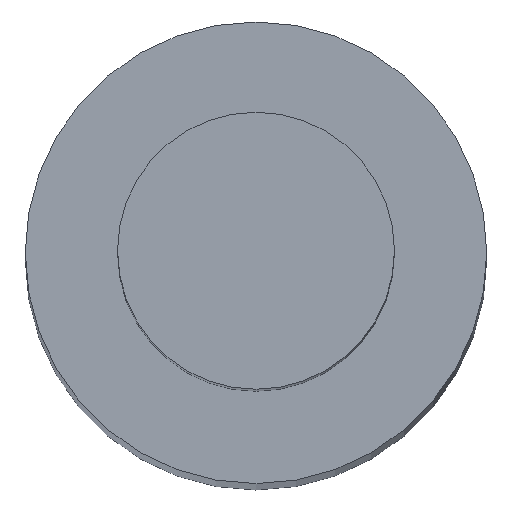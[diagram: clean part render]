
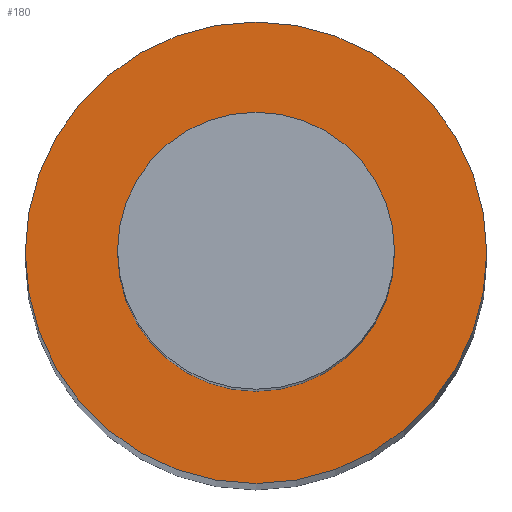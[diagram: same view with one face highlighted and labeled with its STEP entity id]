
A CAD part, top view. The second image highlights one B-rep face of the part: STEP entity #180.
In plain terms, the highlighted planar face has unit normal (0, 0, 1).
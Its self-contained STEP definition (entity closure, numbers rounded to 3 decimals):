
#1 = CIRCLE ( 'NONE', #57, 5. ) ;
#2 = AXIS2_PLACEMENT_3D ( 'NONE', #62, #147, #63 ) ;
#3 = DIRECTION ( 'NONE',  ( 1., 0., 0. ) ) ;
#9 = FACE_OUTER_BOUND ( 'NONE', #217, .T. ) ;
#12 = CIRCLE ( 'NONE', #2, 5. ) ;
#19 = EDGE_CURVE ( 'NONE', #159, #218, #77, .T. ) ;
#33 = EDGE_LOOP ( 'NONE', ( #89, #133 ) ) ;
#44 = EDGE_CURVE ( 'NONE', #104, #164, #1, .T. ) ;
#45 = DIRECTION ( 'NONE',  ( 0., 0., 1. ) ) ;
#46 = CARTESIAN_POINT ( 'NONE',  ( -6.103, 0.451, 80. ) ) ;
#53 = CARTESIAN_POINT ( 'NONE',  ( -1.103, 0.451, 80. ) ) ;
#57 = AXIS2_PLACEMENT_3D ( 'NONE', #53, #121, #3 ) ;
#62 = CARTESIAN_POINT ( 'NONE',  ( -1.103, 0.451, 80. ) ) ;
#63 = DIRECTION ( 'NONE',  ( 1., 0., 0. ) ) ;
#68 = CIRCLE ( 'NONE', #170, 3. ) ;
#77 = CIRCLE ( 'NONE', #100, 3. ) ;
#80 = PLANE ( 'NONE',  #81 ) ;
#81 = AXIS2_PLACEMENT_3D ( 'NONE', #146, #45, #212 ) ;
#89 = ORIENTED_EDGE ( 'NONE', *, *, #19, .F. ) ;
#99 = CARTESIAN_POINT ( 'NONE',  ( -4.103, 0.451, 80. ) ) ;
#100 = AXIS2_PLACEMENT_3D ( 'NONE', #190, #156, #120 ) ;
#101 = CARTESIAN_POINT ( 'NONE',  ( 3.897, 0.451, 80. ) ) ;
#104 = VERTEX_POINT ( 'NONE', #101 ) ;
#114 = ORIENTED_EDGE ( 'NONE', *, *, #127, .T. ) ;
#119 = EDGE_CURVE ( 'NONE', #218, #159, #68, .T. ) ;
#120 = DIRECTION ( 'NONE',  ( 1., 0., 0. ) ) ;
#121 = DIRECTION ( 'NONE',  ( 0., 0., 1. ) ) ;
#127 = EDGE_CURVE ( 'NONE', #164, #104, #12, .T. ) ;
#133 = ORIENTED_EDGE ( 'NONE', *, *, #119, .F. ) ;
#141 = CARTESIAN_POINT ( 'NONE',  ( 1.897, 0.451, 80. ) ) ;
#146 = CARTESIAN_POINT ( 'NONE',  ( -1.103, 0.451, 80. ) ) ;
#147 = DIRECTION ( 'NONE',  ( 0., 0., 1. ) ) ;
#148 = CARTESIAN_POINT ( 'NONE',  ( -1.103, 0.451, 80. ) ) ;
#156 = DIRECTION ( 'NONE',  ( 0., 0., 1. ) ) ;
#159 = VERTEX_POINT ( 'NONE', #99 ) ;
#163 = FACE_BOUND ( 'NONE', #33, .T. ) ;
#164 = VERTEX_POINT ( 'NONE', #46 ) ;
#167 = ORIENTED_EDGE ( 'NONE', *, *, #44, .T. ) ;
#170 = AXIS2_PLACEMENT_3D ( 'NONE', #148, #215, #197 ) ;
#180 = ADVANCED_FACE ( 'NONE', ( #163, #9 ), #80, .T. ) ;
#190 = CARTESIAN_POINT ( 'NONE',  ( -1.103, 0.451, 80. ) ) ;
#197 = DIRECTION ( 'NONE',  ( 1., 0., 0. ) ) ;
#212 = DIRECTION ( 'NONE',  ( 1., 0., 0. ) ) ;
#215 = DIRECTION ( 'NONE',  ( 0., 0., 1. ) ) ;
#217 = EDGE_LOOP ( 'NONE', ( #114, #167 ) ) ;
#218 = VERTEX_POINT ( 'NONE', #141 ) ;
